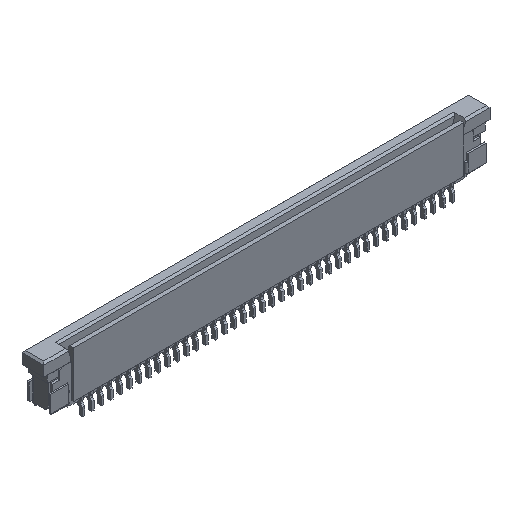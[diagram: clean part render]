
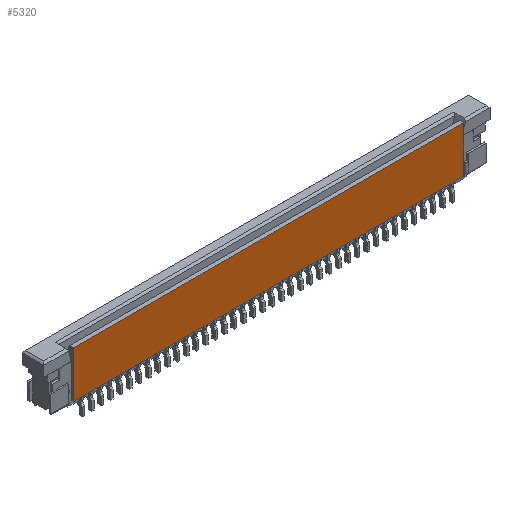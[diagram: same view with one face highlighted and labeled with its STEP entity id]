
A CAD part, isometric view. The second image highlights one B-rep face of the part: STEP entity #5320.
In plain terms, the highlighted planar face has unit normal (0, -1, 0).
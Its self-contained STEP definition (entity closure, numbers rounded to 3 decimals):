
#118 = CARTESIAN_POINT ( 'NONE',  ( 0., 0., -0.95 ) ) ;
#855 = EDGE_CURVE ( 'NONE', #5265, #10305, #10136, .T. ) ;
#1089 = DIRECTION ( 'NONE',  ( 1., 0., 0. ) ) ;
#1546 = CARTESIAN_POINT ( 'NONE',  ( -20.55, 0., 3.95 ) ) ;
#1598 = DIRECTION ( 'NONE',  ( 0., 0., 1. ) ) ;
#1680 = VECTOR ( 'NONE', #1089, 1000. ) ;
#2468 = FACE_OUTER_BOUND ( 'NONE', #10208, .T. ) ;
#2524 = VECTOR ( 'NONE', #4995, 1000. ) ;
#2578 = DIRECTION ( 'NONE',  ( 0., -1., 0. ) ) ;
#2907 = DIRECTION ( 'NONE',  ( 0., 0., 1. ) ) ;
#3314 = CARTESIAN_POINT ( 'NONE',  ( 0., 0., -0.95 ) ) ;
#4098 = VECTOR ( 'NONE', #1598, 1000. ) ;
#4409 = CARTESIAN_POINT ( 'NONE',  ( 20.55, 0., 3.95 ) ) ;
#4469 = LINE ( 'NONE', #118, #1680 ) ;
#4684 = LINE ( 'NONE', #8061, #9173 ) ;
#4995 = DIRECTION ( 'NONE',  ( 1., 0., 0. ) ) ;
#5265 = VERTEX_POINT ( 'NONE', #1546 ) ;
#5319 = ORIENTED_EDGE ( 'NONE', *, *, #7225, .F. ) ;
#5320 = ADVANCED_FACE ( 'NONE', ( #2468 ), #7798, .T. ) ;
#5463 = ORIENTED_EDGE ( 'NONE', *, *, #8650, .T. ) ;
#5796 = CARTESIAN_POINT ( 'NONE',  ( 0., 0., 3.95 ) ) ;
#5964 = DIRECTION ( 'NONE',  ( 0., 0., -1. ) ) ;
#7225 = EDGE_CURVE ( 'NONE', #10529, #5265, #4684, .T. ) ;
#7274 = ORIENTED_EDGE ( 'NONE', *, *, #8535, .T. ) ;
#7325 = CARTESIAN_POINT ( 'NONE',  ( -20.55, 0., -0.95 ) ) ;
#7721 = CARTESIAN_POINT ( 'NONE',  ( 20.55, 0., -0.95 ) ) ;
#7783 = VERTEX_POINT ( 'NONE', #10897 ) ;
#7798 = PLANE ( 'NONE',  #8480 ) ;
#8061 = CARTESIAN_POINT ( 'NONE',  ( -20.55, 0., -0.95 ) ) ;
#8480 = AXIS2_PLACEMENT_3D ( 'NONE', #3314, #2578, #5964 ) ;
#8535 = EDGE_CURVE ( 'NONE', #10529, #7783, #4469, .T. ) ;
#8650 = EDGE_CURVE ( 'NONE', #7783, #10305, #10119, .T. ) ;
#9150 = ORIENTED_EDGE ( 'NONE', *, *, #855, .F. ) ;
#9173 = VECTOR ( 'NONE', #2907, 1000. ) ;
#10119 = LINE ( 'NONE', #7721, #4098 ) ;
#10136 = LINE ( 'NONE', #5796, #2524 ) ;
#10208 = EDGE_LOOP ( 'NONE', ( #9150, #5319, #7274, #5463 ) ) ;
#10305 = VERTEX_POINT ( 'NONE', #4409 ) ;
#10529 = VERTEX_POINT ( 'NONE', #7325 ) ;
#10897 = CARTESIAN_POINT ( 'NONE',  ( 20.55, 0., -0.95 ) ) ;
